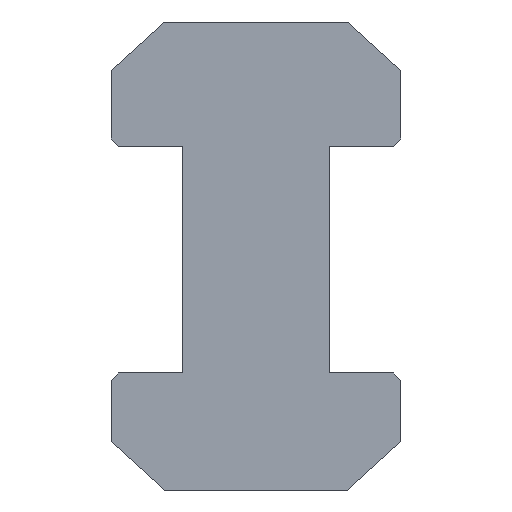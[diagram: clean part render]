
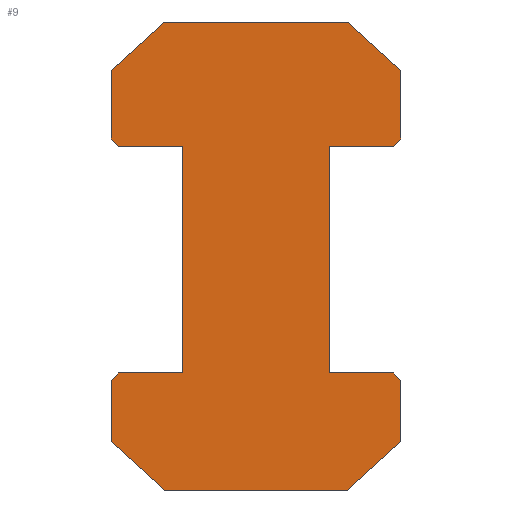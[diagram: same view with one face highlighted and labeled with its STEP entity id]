
A CAD part, left-side view. The second image highlights one B-rep face of the part: STEP entity #9.
In plain terms, the highlighted planar face has unit normal (-1, 0, 0).
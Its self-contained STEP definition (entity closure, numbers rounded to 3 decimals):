
#9 = ADVANCED_FACE ( 'NONE', ( #359 ), #157, .F. ) ;
#25 = AXIS2_PLACEMENT_3D ( 'NONE', #225, #177, #178 ) ;
#39 = EDGE_CURVE ( 'NONE', #388, #387, #671, .T. ) ;
#40 = EDGE_CURVE ( 'NONE', #366, #409, #611, .T. ) ;
#41 = EDGE_CURVE ( 'NONE', #383, #411, #607, .T. ) ;
#47 = EDGE_CURVE ( 'NONE', #352, #388, #622, .T. ) ;
#53 = EDGE_CURVE ( 'NONE', #369, #381, #619, .T. ) ;
#54 = EDGE_CURVE ( 'NONE', #396, #380, #627, .T. ) ;
#56 = EDGE_CURVE ( 'NONE', #379, #374, #628, .T. ) ;
#57 = EDGE_CURVE ( 'NONE', #381, #352, #670, .T. ) ;
#58 = EDGE_CURVE ( 'NONE', #387, #394, #616, .T. ) ;
#61 = EDGE_CURVE ( 'NONE', #374, #366, #680, .T. ) ;
#64 = EDGE_CURVE ( 'NONE', #402, #396, #684, .T. ) ;
#68 = EDGE_CURVE ( 'NONE', #373, #399, #666, .T. ) ;
#70 = EDGE_CURVE ( 'NONE', #380, #373, #662, .T. ) ;
#71 = EDGE_CURVE ( 'NONE', #399, #349, #647, .T. ) ;
#75 = EDGE_CURVE ( 'NONE', #349, #369, #660, .T. ) ;
#80 = EDGE_CURVE ( 'NONE', #411, #402, #743, .T. ) ;
#84 = EDGE_CURVE ( 'NONE', #394, #400, #735, .T. ) ;
#85 = EDGE_CURVE ( 'NONE', #409, #391, #734, .T. ) ;
#90 = EDGE_CURVE ( 'NONE', #391, #383, #724, .T. ) ;
#92 = EDGE_CURVE ( 'NONE', #400, #379, #642, .T. ) ;
#105 = CARTESIAN_POINT ( 'NONE',  ( -50., -6.258, 32. ) ) ;
#108 = CARTESIAN_POINT ( 'NONE',  ( -50., 9.4, 8. ) ) ;
#112 = CARTESIAN_POINT ( 'NONE',  ( -50., 9.9, 3.311 ) ) ;
#113 = DIRECTION ( 'NONE',  ( 0., -1., 0. ) ) ;
#117 = CARTESIAN_POINT ( 'NONE',  ( -50., 5., 23.5 ) ) ;
#118 = DIRECTION ( 'NONE',  ( 0., 0., 1. ) ) ;
#119 = DIRECTION ( 'NONE',  ( 0., 1., 0. ) ) ;
#121 = DIRECTION ( 'NONE',  ( 0., -0.74, 0.673 ) ) ;
#126 = DIRECTION ( 'NONE',  ( 0., 1., 0. ) ) ;
#127 = DIRECTION ( 'NONE',  ( 0., -0.707, 0.707 ) ) ;
#134 = DIRECTION ( 'NONE',  ( 0., -1., 0. ) ) ;
#148 = DIRECTION ( 'NONE',  ( 0., -1., 0. ) ) ;
#151 = CARTESIAN_POINT ( 'NONE',  ( -50., 9.9, 7.5 ) ) ;
#157 = PLANE ( 'NONE',  #25 ) ;
#164 = CARTESIAN_POINT ( 'NONE',  ( -50., 6.258, 32. ) ) ;
#169 = DIRECTION ( 'NONE',  ( 0., 0., 1. ) ) ;
#171 = CARTESIAN_POINT ( 'NONE',  ( -50., -9.4, 8. ) ) ;
#172 = DIRECTION ( 'NONE',  ( 0., -0.707, -0.707 ) ) ;
#177 = DIRECTION ( 'NONE',  ( 1., 0., 0. ) ) ;
#178 = DIRECTION ( 'NONE',  ( 0., 0., -1. ) ) ;
#179 = CARTESIAN_POINT ( 'NONE',  ( -50., 9.9, 28.689 ) ) ;
#188 = CARTESIAN_POINT ( 'NONE',  ( -50., -9.9, 7.5 ) ) ;
#205 = CARTESIAN_POINT ( 'NONE',  ( -50., -9.4, 23.5 ) ) ;
#217 = DIRECTION ( 'NONE',  ( 0., -0.74, -0.673 ) ) ;
#225 = CARTESIAN_POINT ( 'NONE',  ( -50., 0., 0. ) ) ;
#230 = CARTESIAN_POINT ( 'NONE',  ( -50., -5., 8. ) ) ;
#246 = CARTESIAN_POINT ( 'NONE',  ( -50., 5., 8. ) ) ;
#250 = ORIENTED_EDGE ( 'NONE', *, *, #92, .F. ) ;
#253 = EDGE_LOOP ( 'NONE', ( #304, #469, #454, #471, #478, #458, #465, #457, #467, #466, #453, #462, #461, #446, #250, #474, #448, #449, #452, #444 ) ) ;
#304 = ORIENTED_EDGE ( 'NONE', *, *, #53, .F. ) ;
#349 = VERTEX_POINT ( 'NONE', #539 ) ;
#352 = VERTEX_POINT ( 'NONE', #516 ) ;
#359 = FACE_OUTER_BOUND ( 'NONE', #253, .T. ) ;
#366 = VERTEX_POINT ( 'NONE', #485 ) ;
#369 = VERTEX_POINT ( 'NONE', #601 ) ;
#373 = VERTEX_POINT ( 'NONE', #599 ) ;
#374 = VERTEX_POINT ( 'NONE', #558 ) ;
#379 = VERTEX_POINT ( 'NONE', #559 ) ;
#380 = VERTEX_POINT ( 'NONE', #548 ) ;
#381 = VERTEX_POINT ( 'NONE', #547 ) ;
#383 = VERTEX_POINT ( 'NONE', #551 ) ;
#387 = VERTEX_POINT ( 'NONE', #549 ) ;
#388 = VERTEX_POINT ( 'NONE', #582 ) ;
#391 = VERTEX_POINT ( 'NONE', #579 ) ;
#394 = VERTEX_POINT ( 'NONE', #550 ) ;
#396 = VERTEX_POINT ( 'NONE', #496 ) ;
#399 = VERTEX_POINT ( 'NONE', #495 ) ;
#400 = VERTEX_POINT ( 'NONE', #598 ) ;
#402 = VERTEX_POINT ( 'NONE', #572 ) ;
#409 = VERTEX_POINT ( 'NONE', #568 ) ;
#411 = VERTEX_POINT ( 'NONE', #603 ) ;
#444 = ORIENTED_EDGE ( 'NONE', *, *, #57, .F. ) ;
#446 = ORIENTED_EDGE ( 'NONE', *, *, #56, .F. ) ;
#448 = ORIENTED_EDGE ( 'NONE', *, *, #58, .F. ) ;
#449 = ORIENTED_EDGE ( 'NONE', *, *, #39, .F. ) ;
#452 = ORIENTED_EDGE ( 'NONE', *, *, #47, .F. ) ;
#453 = ORIENTED_EDGE ( 'NONE', *, *, #85, .F. ) ;
#454 = ORIENTED_EDGE ( 'NONE', *, *, #71, .F. ) ;
#457 = ORIENTED_EDGE ( 'NONE', *, *, #80, .F. ) ;
#458 = ORIENTED_EDGE ( 'NONE', *, *, #54, .F. ) ;
#461 = ORIENTED_EDGE ( 'NONE', *, *, #61, .F. ) ;
#462 = ORIENTED_EDGE ( 'NONE', *, *, #40, .F. ) ;
#465 = ORIENTED_EDGE ( 'NONE', *, *, #64, .F. ) ;
#466 = ORIENTED_EDGE ( 'NONE', *, *, #90, .F. ) ;
#467 = ORIENTED_EDGE ( 'NONE', *, *, #41, .F. ) ;
#469 = ORIENTED_EDGE ( 'NONE', *, *, #75, .F. ) ;
#471 = ORIENTED_EDGE ( 'NONE', *, *, #68, .F. ) ;
#474 = ORIENTED_EDGE ( 'NONE', *, *, #84, .F. ) ;
#478 = ORIENTED_EDGE ( 'NONE', *, *, #70, .F. ) ;
#485 = CARTESIAN_POINT ( 'NONE',  ( -50., -6.258, 32. ) ) ;
#487 = DIRECTION ( 'NONE',  ( 0., 0., 1. ) ) ;
#492 = CARTESIAN_POINT ( 'NONE',  ( -50., 6.258, 0. ) ) ;
#495 = CARTESIAN_POINT ( 'NONE',  ( -50., -6.258, 0. ) ) ;
#496 = CARTESIAN_POINT ( 'NONE',  ( -50., -9.4, 8. ) ) ;
#505 = CARTESIAN_POINT ( 'NONE',  ( -50., 9.9, 24. ) ) ;
#506 = DIRECTION ( 'NONE',  ( 0., 0.707, -0.707 ) ) ;
#509 = CARTESIAN_POINT ( 'NONE',  ( -50., -9.9, 24. ) ) ;
#514 = DIRECTION ( 'NONE',  ( 0., 0., -1. ) ) ;
#516 = CARTESIAN_POINT ( 'NONE',  ( -50., 9.4, 8. ) ) ;
#517 = CARTESIAN_POINT ( 'NONE',  ( -50., -9.9, 28.689 ) ) ;
#518 = DIRECTION ( 'NONE',  ( 0., 0.707, 0.707 ) ) ;
#519 = CARTESIAN_POINT ( 'NONE',  ( -50., 9.4, 23.5 ) ) ;
#526 = DIRECTION ( 'NONE',  ( 0., 0., -1. ) ) ;
#528 = CARTESIAN_POINT ( 'NONE',  ( -50., -5., 23.5 ) ) ;
#536 = DIRECTION ( 'NONE',  ( 0., 0.74, 0.673 ) ) ;
#539 = CARTESIAN_POINT ( 'NONE',  ( -50., 6.258, 0. ) ) ;
#544 = DIRECTION ( 'NONE',  ( 0., 1., 0. ) ) ;
#545 = CARTESIAN_POINT ( 'NONE',  ( -50., -6.258, 0. ) ) ;
#547 = CARTESIAN_POINT ( 'NONE',  ( -50., 9.9, 7.5 ) ) ;
#548 = CARTESIAN_POINT ( 'NONE',  ( -50., -9.9, 7.5 ) ) ;
#549 = CARTESIAN_POINT ( 'NONE',  ( -50., 5., 23.5 ) ) ;
#550 = CARTESIAN_POINT ( 'NONE',  ( -50., 9.4, 23.5 ) ) ;
#551 = CARTESIAN_POINT ( 'NONE',  ( -50., -9.4, 23.5 ) ) ;
#558 = CARTESIAN_POINT ( 'NONE',  ( -50., 6.258, 32. ) ) ;
#559 = CARTESIAN_POINT ( 'NONE',  ( -50., 9.9, 28.689 ) ) ;
#568 = CARTESIAN_POINT ( 'NONE',  ( -50., -9.9, 28.689 ) ) ;
#572 = CARTESIAN_POINT ( 'NONE',  ( -50., -5., 8. ) ) ;
#579 = CARTESIAN_POINT ( 'NONE',  ( -50., -9.9, 24. ) ) ;
#582 = CARTESIAN_POINT ( 'NONE',  ( -50., 5., 8. ) ) ;
#592 = CARTESIAN_POINT ( 'NONE',  ( -50., -9.9, 3.311 ) ) ;
#593 = DIRECTION ( 'NONE',  ( 0., 0.74, -0.673 ) ) ;
#597 = DIRECTION ( 'NONE',  ( 0., 0., -1. ) ) ;
#598 = CARTESIAN_POINT ( 'NONE',  ( -50., 9.9, 24. ) ) ;
#599 = CARTESIAN_POINT ( 'NONE',  ( -50., -9.9, 3.311 ) ) ;
#601 = CARTESIAN_POINT ( 'NONE',  ( -50., 9.9, 3.311 ) ) ;
#603 = CARTESIAN_POINT ( 'NONE',  ( -50., -5., 23.5 ) ) ;
#607 = LINE ( 'NONE', #205, #714 ) ;
#608 = VECTOR ( 'NONE', #118, 1000. ) ;
#611 = LINE ( 'NONE', #105, #639 ) ;
#616 = LINE ( 'NONE', #117, #683 ) ;
#619 = LINE ( 'NONE', #112, #633 ) ;
#622 = LINE ( 'NONE', #108, #624 ) ;
#624 = VECTOR ( 'NONE', #148, 1000. ) ;
#627 = LINE ( 'NONE', #171, #631 ) ;
#628 = LINE ( 'NONE', #179, #677 ) ;
#631 = VECTOR ( 'NONE', #172, 1000. ) ;
#633 = VECTOR ( 'NONE', #169, 1000. ) ;
#639 = VECTOR ( 'NONE', #217, 1000. ) ;
#641 = VECTOR ( 'NONE', #487, 1000. ) ;
#642 = LINE ( 'NONE', #505, #641 ) ;
#644 = VECTOR ( 'NONE', #544, 1000. ) ;
#645 = VECTOR ( 'NONE', #597, 1000. ) ;
#647 = LINE ( 'NONE', #545, #644 ) ;
#655 = VECTOR ( 'NONE', #536, 1000. ) ;
#658 = VECTOR ( 'NONE', #593, 1000. ) ;
#660 = LINE ( 'NONE', #492, #655 ) ;
#662 = LINE ( 'NONE', #188, #645 ) ;
#666 = LINE ( 'NONE', #592, #658 ) ;
#668 = VECTOR ( 'NONE', #113, 1000. ) ;
#670 = LINE ( 'NONE', #151, #676 ) ;
#671 = LINE ( 'NONE', #246, #608 ) ;
#676 = VECTOR ( 'NONE', #127, 1000. ) ;
#677 = VECTOR ( 'NONE', #121, 1000. ) ;
#680 = LINE ( 'NONE', #164, #685 ) ;
#683 = VECTOR ( 'NONE', #126, 1000. ) ;
#684 = LINE ( 'NONE', #230, #668 ) ;
#685 = VECTOR ( 'NONE', #134, 1000. ) ;
#714 = VECTOR ( 'NONE', #119, 1000. ) ;
#721 = VECTOR ( 'NONE', #506, 1000. ) ;
#724 = LINE ( 'NONE', #509, #721 ) ;
#731 = VECTOR ( 'NONE', #514, 1000. ) ;
#732 = VECTOR ( 'NONE', #518, 1000. ) ;
#734 = LINE ( 'NONE', #517, #731 ) ;
#735 = LINE ( 'NONE', #519, #732 ) ;
#741 = VECTOR ( 'NONE', #526, 1000. ) ;
#743 = LINE ( 'NONE', #528, #741 ) ;
